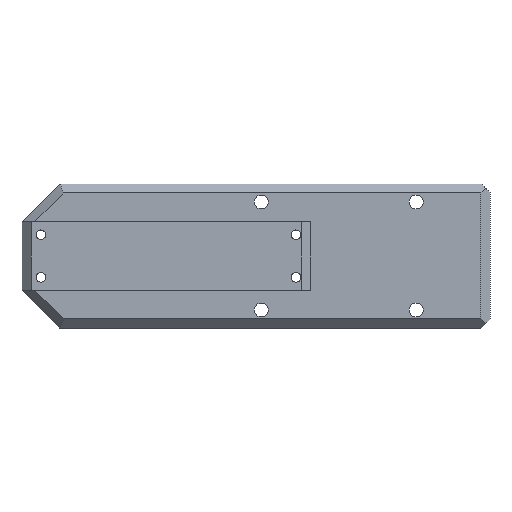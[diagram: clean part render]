
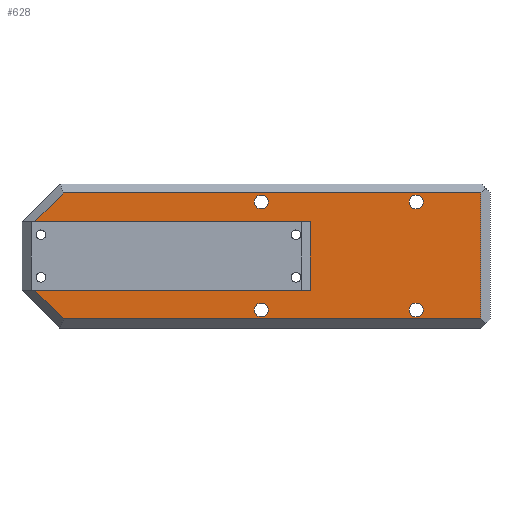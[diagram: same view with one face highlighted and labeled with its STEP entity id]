
A CAD part, front view. The second image highlights one B-rep face of the part: STEP entity #628.
In plain terms, the highlighted planar face has unit normal (0, -1, 0).
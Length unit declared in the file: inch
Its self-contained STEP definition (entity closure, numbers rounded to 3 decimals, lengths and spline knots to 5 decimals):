
#30=FACE_BOUND('',#113,.T.);
#31=FACE_BOUND('',#114,.T.);
#32=FACE_BOUND('',#115,.T.);
#33=FACE_BOUND('',#116,.T.);
#49=CIRCLE('',#690,0.097);
#50=CIRCLE('',#691,0.097);
#51=CIRCLE('',#692,0.097);
#52=CIRCLE('',#693,0.097);
#73=FACE_OUTER_BOUND('',#112,.T.);
#112=EDGE_LOOP('',(#461,#462,#463,#464,#465,#466,#467,#468));
#113=EDGE_LOOP('',(#469));
#114=EDGE_LOOP('',(#470));
#115=EDGE_LOOP('',(#471));
#116=EDGE_LOOP('',(#472));
#164=LINE('',#936,#228);
#169=LINE('',#955,#233);
#178=LINE('',#973,#242);
#181=LINE('',#979,#245);
#182=LINE('',#981,#246);
#183=LINE('',#983,#247);
#184=LINE('',#984,#248);
#185=LINE('',#985,#249);
#228=VECTOR('',#750,0.3937);
#233=VECTOR('',#767,0.3937);
#242=VECTOR('',#780,0.3937);
#245=VECTOR('',#785,0.3937);
#246=VECTOR('',#786,0.3937);
#247=VECTOR('',#787,0.3937);
#248=VECTOR('',#788,0.3937);
#249=VECTOR('',#789,0.3937);
#291=VERTEX_POINT('',#933);
#292=VERTEX_POINT('',#935);
#299=VERTEX_POINT('',#952);
#300=VERTEX_POINT('',#954);
#307=VERTEX_POINT('',#972);
#309=VERTEX_POINT('',#978);
#310=VERTEX_POINT('',#980);
#311=VERTEX_POINT('',#982);
#312=VERTEX_POINT('',#986);
#313=VERTEX_POINT('',#988);
#314=VERTEX_POINT('',#990);
#315=VERTEX_POINT('',#992);
#348=EDGE_CURVE('',#292,#291,#164,.T.);
#357=EDGE_CURVE('',#299,#300,#169,.T.);
#366=EDGE_CURVE('',#300,#307,#178,.T.);
#369=EDGE_CURVE('',#309,#299,#181,.T.);
#370=EDGE_CURVE('',#310,#309,#182,.T.);
#371=EDGE_CURVE('',#310,#311,#183,.T.);
#372=EDGE_CURVE('',#311,#292,#184,.T.);
#373=EDGE_CURVE('',#307,#291,#185,.T.);
#374=EDGE_CURVE('',#312,#312,#49,.T.);
#375=EDGE_CURVE('',#313,#313,#50,.T.);
#376=EDGE_CURVE('',#314,#314,#51,.T.);
#377=EDGE_CURVE('',#315,#315,#52,.T.);
#461=ORIENTED_EDGE('',*,*,#357,.F.);
#462=ORIENTED_EDGE('',*,*,#369,.F.);
#463=ORIENTED_EDGE('',*,*,#370,.F.);
#464=ORIENTED_EDGE('',*,*,#371,.T.);
#465=ORIENTED_EDGE('',*,*,#372,.T.);
#466=ORIENTED_EDGE('',*,*,#348,.T.);
#467=ORIENTED_EDGE('',*,*,#373,.F.);
#468=ORIENTED_EDGE('',*,*,#366,.F.);
#469=ORIENTED_EDGE('',*,*,#374,.T.);
#470=ORIENTED_EDGE('',*,*,#375,.T.);
#471=ORIENTED_EDGE('',*,*,#376,.T.);
#472=ORIENTED_EDGE('',*,*,#377,.T.);
#604=PLANE('',#689);
#628=ADVANCED_FACE('',(#73,#30,#31,#32,#33),#604,.F.);
#689=AXIS2_PLACEMENT_3D('',#977,#783,#784);
#690=AXIS2_PLACEMENT_3D('',#987,#790,#791);
#691=AXIS2_PLACEMENT_3D('',#989,#792,#793);
#692=AXIS2_PLACEMENT_3D('',#991,#794,#795);
#693=AXIS2_PLACEMENT_3D('',#993,#796,#797);
#750=DIRECTION('',(-1.,0.,0.));
#767=DIRECTION('',(0.,0.,-1.));
#780=DIRECTION('',(-1.,0.,0.));
#783=DIRECTION('center_axis',(0.,1.,0.));
#784=DIRECTION('ref_axis',(0.,0.,1.));
#785=DIRECTION('',(1.,0.,0.));
#786=DIRECTION('',(0.707,0.,0.707));
#787=DIRECTION('',(1.,0.,0.));
#788=DIRECTION('',(0.,0.,-1.));
#789=DIRECTION('',(-0.707,0.,0.707));
#790=DIRECTION('center_axis',(0.,1.,0.));
#791=DIRECTION('ref_axis',(1.,0.,0.));
#792=DIRECTION('center_axis',(0.,1.,0.));
#793=DIRECTION('ref_axis',(1.,0.,0.));
#794=DIRECTION('center_axis',(0.,1.,0.));
#795=DIRECTION('ref_axis',(1.,0.,0.));
#796=DIRECTION('center_axis',(0.,1.,0.));
#797=DIRECTION('ref_axis',(1.,0.,0.));
#933=CARTESIAN_POINT('',(-7.32322,0.,-1.475));
#935=CARTESIAN_POINT('',(-3.495,0.,-1.475));
#936=CARTESIAN_POINT('',(-5.625,0.,-1.475));
#952=CARTESIAN_POINT('',(-1.125,0.,-0.125));
#954=CARTESIAN_POINT('',(-1.125,0.,-1.875));
#955=CARTESIAN_POINT('',(-1.125,0.,-0.38211));
#972=CARTESIAN_POINT('',(-6.92322,0.,-1.875));
#973=CARTESIAN_POINT('',(-2.1375,0.,-1.875));
#977=CARTESIAN_POINT('Origin',(-3.75,0.,-1.));
#978=CARTESIAN_POINT('',(-6.92322,0.,-0.125));
#979=CARTESIAN_POINT('',(-5.3625,0.,-0.125));
#980=CARTESIAN_POINT('',(-7.32322,0.,-0.525));
#981=CARTESIAN_POINT('',(-6.59286,0.,0.20536));
#982=CARTESIAN_POINT('',(-3.495,0.,-0.525));
#983=CARTESIAN_POINT('',(-3.6225,0.,-0.525));
#984=CARTESIAN_POINT('',(-3.495,0.,-1.2375));
#985=CARTESIAN_POINT('',(-6.33036,0.,-2.46786));
#986=CARTESIAN_POINT('',(-2.122,0.,-1.75));
#987=CARTESIAN_POINT('Origin',(-2.025,0.,-1.75));
#988=CARTESIAN_POINT('',(-4.272,0.,-1.75));
#989=CARTESIAN_POINT('Origin',(-4.175,0.,-1.75));
#990=CARTESIAN_POINT('',(-2.122,0.,-0.25));
#991=CARTESIAN_POINT('Origin',(-2.025,0.,-0.25));
#992=CARTESIAN_POINT('',(-4.272,0.,-0.25));
#993=CARTESIAN_POINT('Origin',(-4.175,0.,-0.25));
